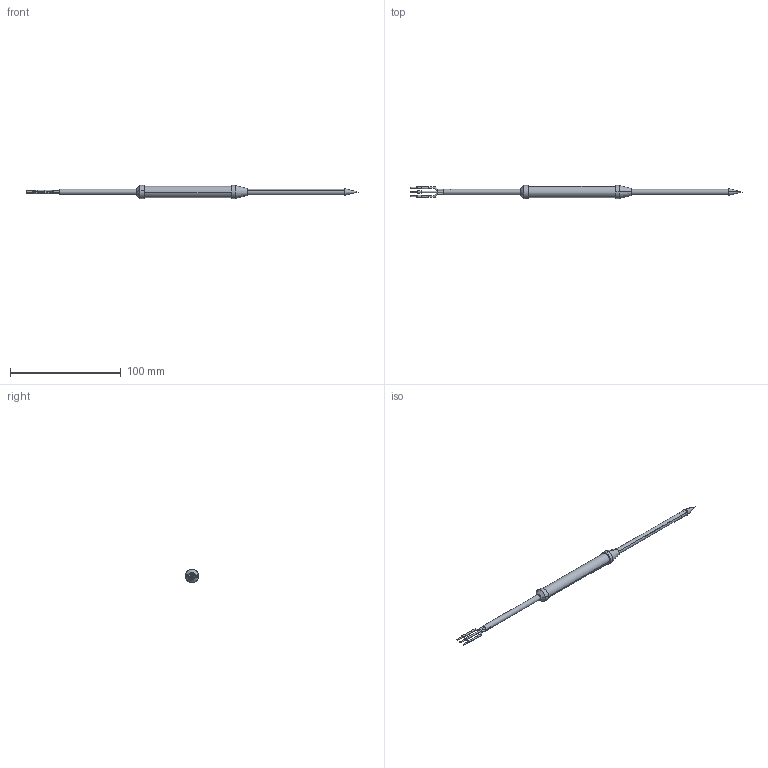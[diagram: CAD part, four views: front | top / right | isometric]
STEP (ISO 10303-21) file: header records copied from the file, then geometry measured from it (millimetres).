
FILE_DESCRIPTION (( 'STEP AP203' ), '1' );
FILE_NAME ('ÄÒÑ174(èçì.1).STEP', '2019-10-01T19:57:19', ( '' ), ( '' ), 'SwSTEP 2.0', 'SolidWorks 2015', '' );
FILE_SCHEMA (( 'CONFIG_CONTROL_DESIGN' ));
Length unit declared in the file: millimetre
Products named in the file (9): ч蜱齁罻; Òðóáêà Ä5-04 õâîñò; Òðóáêà Ä10; Âòóëêà ïåðåä; 忺摎錪; Íàêîíå÷íèê Âòóëî÷íûé; ÄÒÑ174(èçì.1); Òðóáêà Ä5-04; 侲膰翴籦鴀
Assembly tree (10 placements, depth 2):
  ÄÒÑ174(èçì.1)
    Âòóëêà ïåðåä
    Òðóáêà Ä10
    ч蜱齁罻
    Òðóáêà Ä5-04
    侲膰翴籦鴀
    Òðóáêà Ä5-04 õâîñò
    忺摎錪
    Íàêîíå÷íèê Âòóëî÷íûé  x3
Bounding box: 300 x 11.8 x 11.8 mm (x, y, z)
Volume: 4715.7 mm3; surface area: 11981.9 mm2
Topology: 12 solids, 12 shells, 118 faces, 230 edges, 137 vertices
Faces by surface type: cylinder 56, plane 26, cone 14, torus 14, bspline 8
Entity records: 3809 total; most frequent: CARTESIAN_POINT 932, DIRECTION 448, ORIENTED_EDGE 344, AXIS2_PLACEMENT_3D 197, EDGE_CURVE 172, VERTEX_POINT 105, EDGE_LOOP 105, CIRCLE 102
